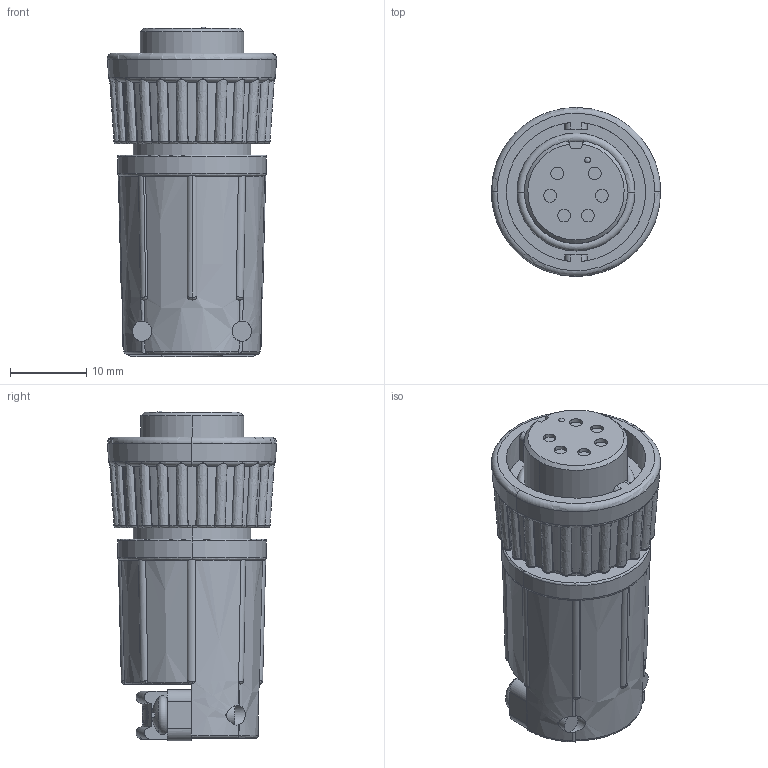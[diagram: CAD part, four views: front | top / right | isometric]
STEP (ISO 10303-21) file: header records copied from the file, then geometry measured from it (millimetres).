
FILE_DESCRIPTION (( 'STEP AP203' ), '1' );
FILE_NAME ('3282-6SG-530.STEP', '2016-06-22T20:18:11', ( '' ), ( '' ), 'SwSTEP 2.0', 'SolidWorks 2014', '' );
FILE_SCHEMA (( 'CONFIG_CONTROL_DESIGN' ));
Length unit declared in the file: inch
Products named in the file (1): 3282-6SG-530
Bounding box: 22.22 x 22.22 x 43.29 mm (x, y, z)
Volume: 10206.9 mm3; surface area: 4762.5 mm2
Topology: 1 solids, 1 shells, 442 faces, 1236 edges, 812 vertices
Faces by surface type: plane 166, bspline 118, cylinder 78, torus 39, cone 38, sphere 3
Entity records: 20252 total; most frequent: CARTESIAN_POINT 10220, ORIENTED_EDGE 2466, DIRECTION 1661, EDGE_CURVE 1233, VERTEX_POINT 812, AXIS2_PLACEMENT_3D 673, EDGE_LOOP 467, ADVANCED_FACE 442
